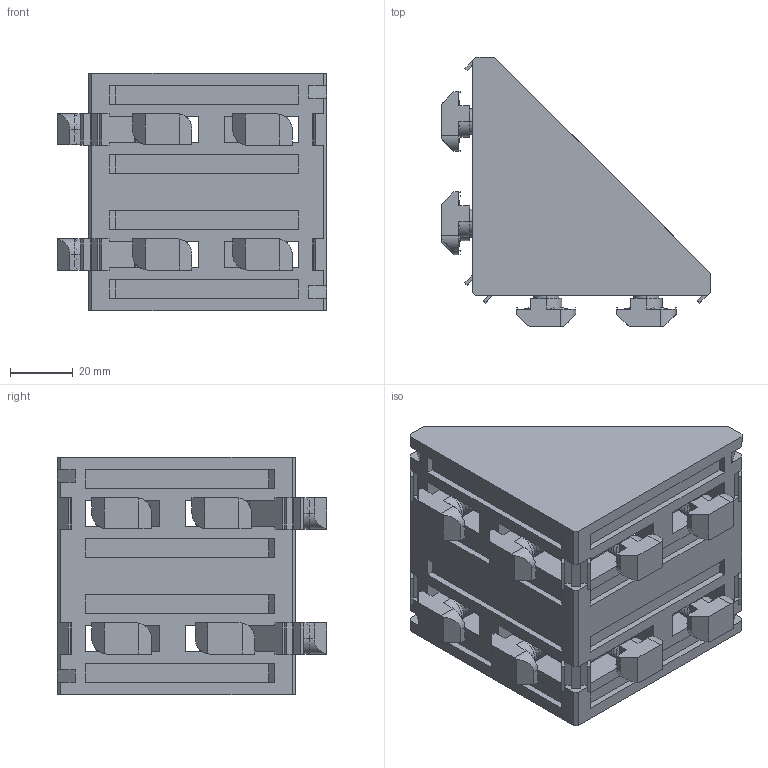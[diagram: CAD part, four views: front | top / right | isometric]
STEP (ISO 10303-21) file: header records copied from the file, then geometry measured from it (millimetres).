
FILE_DESCRIPTION (( 'STEP AP203' ), '1' );
FILE_NAME ('3.21.40.8080.STC.STEP', '2014-06-24T05:48:43', ( 'USER' ), ( 'Microsoft' ), 'SwSTEP 2.0', 'SolidWorks 2012', '' );
FILE_SCHEMA (( 'CONFIG_CONTROL_DESIGN' ));
Products named in the file (1): 3.21.40.8080.STC
Bounding box: 86 x 86 x 76 mm (x, y, z)
Surface area: 52328.5 mm2 (no closed solid volume)
Topology: 0 solids, 21 shells, 740 faces, 2397 edges, 1664 vertices
Faces by surface type: plane 316, cylinder 240, cone 122, bspline 46, torus 16
Entity records: 35598 total; most frequent: CARTESIAN_POINT 16854, ORIENTED_EDGE 4127, DIRECTION 3292, EDGE_CURVE 2397, VERTEX_POINT 1664, VECTOR 1288, LINE 1288, AXIS2_PLACEMENT_3D 1002
